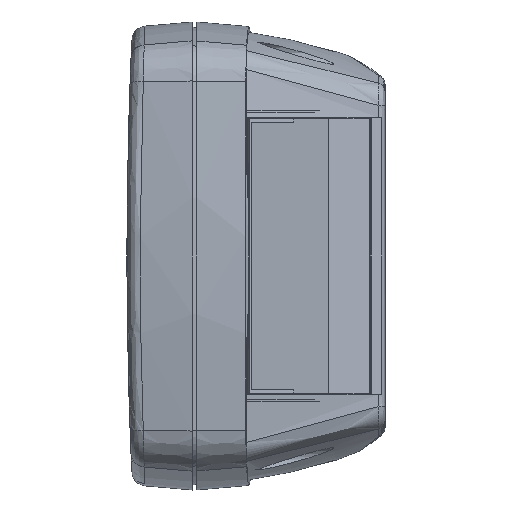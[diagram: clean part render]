
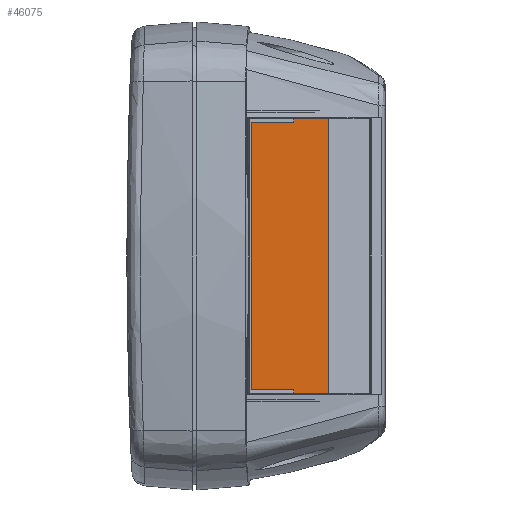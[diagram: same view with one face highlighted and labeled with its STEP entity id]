
A CAD part, left-side view. The second image highlights one B-rep face of the part: STEP entity #46075.
In plain terms, the highlighted face is planar.
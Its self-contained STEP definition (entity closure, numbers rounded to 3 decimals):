
#505 = LINE ( 'NONE', #61798, #51800 ) ;
#2496 = VERTEX_POINT ( 'NONE', #115176 ) ;
#4991 = FACE_OUTER_BOUND ( 'NONE', #19405, .T. ) ;
#5852 = DIRECTION ( 'NONE',  ( -1., 0., 0. ) ) ;
#12000 = DIRECTION ( 'NONE',  ( -0.003, 0.342, 0.94 ) ) ;
#13053 = VERTEX_POINT ( 'NONE', #60253 ) ;
#18218 = EDGE_CURVE ( 'NONE', #42328, #122790, #66195, .T. ) ;
#18515 = EDGE_CURVE ( 'NONE', #72316, #112882, #106005, .T. ) ;
#18913 = CARTESIAN_POINT ( 'NONE',  ( 27.7, 2., -17.679 ) ) ;
#19405 = EDGE_LOOP ( 'NONE', ( #68889, #52991, #58534, #21927, #28590, #131485, #71738, #49227 ) ) ;
#19420 = DIRECTION ( 'NONE',  ( 0., -0.94, 0.342 ) ) ;
#21927 = ORIENTED_EDGE ( 'NONE', *, *, #53142, .T. ) ;
#22170 = VECTOR ( 'NONE', #91401, 1000. ) ;
#22522 = VECTOR ( 'NONE', #118783, 1000. ) ;
#25558 = CARTESIAN_POINT ( 'NONE',  ( 28.5, 4.5, -10.81 ) ) ;
#28590 = ORIENTED_EDGE ( 'NONE', *, *, #87742, .T. ) ;
#30887 = LINE ( 'NONE', #18913, #76253 ) ;
#33141 = DIRECTION ( 'NONE',  ( -1., 0., 0. ) ) ;
#35181 = LINE ( 'NONE', #78435, #60043 ) ;
#36205 = VECTOR ( 'NONE', #75578, 1000. ) ;
#42328 = VERTEX_POINT ( 'NONE', #51771 ) ;
#44734 = CARTESIAN_POINT ( 'NONE',  ( -27.674, -1., -25.921 ) ) ;
#46075 = ADVANCED_FACE ( 'NONE', ( #4991 ), #100028, .F. ) ;
#48109 = CARTESIAN_POINT ( 'NONE',  ( 28.5, 4.5, -10.81 ) ) ;
#49227 = ORIENTED_EDGE ( 'NONE', *, *, #18218, .F. ) ;
#51771 = CARTESIAN_POINT ( 'NONE',  ( 28.5, 2., -17.679 ) ) ;
#51800 = VECTOR ( 'NONE', #33141, 1000. ) ;
#52821 = VERTEX_POINT ( 'NONE', #44734 ) ;
#52991 = ORIENTED_EDGE ( 'NONE', *, *, #18515, .F. ) ;
#53142 = EDGE_CURVE ( 'NONE', #52821, #13053, #123209, .T. ) ;
#53413 = CARTESIAN_POINT ( 'NONE',  ( 27.674, -1., -25.921 ) ) ;
#55371 = DIRECTION ( 'NONE',  ( 0.003, 0.342, 0.94 ) ) ;
#58534 = ORIENTED_EDGE ( 'NONE', *, *, #59842, .T. ) ;
#59842 = EDGE_CURVE ( 'NONE', #72316, #52821, #35181, .T. ) ;
#60043 = VECTOR ( 'NONE', #5852, 1000. ) ;
#60126 = LINE ( 'NONE', #72747, #22170 ) ;
#60253 = CARTESIAN_POINT ( 'NONE',  ( -27.7, 2., -17.679 ) ) ;
#61798 = CARTESIAN_POINT ( 'NONE',  ( -27.7, 2., -17.679 ) ) ;
#62616 = CARTESIAN_POINT ( 'NONE',  ( -27.721, 4.443, -10.968 ) ) ;
#63791 = CARTESIAN_POINT ( 'NONE',  ( -28.5, 2., -17.679 ) ) ;
#66195 = LINE ( 'NONE', #25558, #22522 ) ;
#68889 = ORIENTED_EDGE ( 'NONE', *, *, #95881, .F. ) ;
#69423 = VECTOR ( 'NONE', #55371, 1000. ) ;
#71738 = ORIENTED_EDGE ( 'NONE', *, *, #127757, .F. ) ;
#72316 = VERTEX_POINT ( 'NONE', #119776 ) ;
#72322 = CARTESIAN_POINT ( 'NONE',  ( 28.5, 4.5, -10.81 ) ) ;
#72747 = CARTESIAN_POINT ( 'NONE',  ( -28.5, 4.5, -10.81 ) ) ;
#75578 = DIRECTION ( 'NONE',  ( -1., 0., 0. ) ) ;
#76253 = VECTOR ( 'NONE', #110189, 1000. ) ;
#78435 = CARTESIAN_POINT ( 'NONE',  ( 28.5, -1., -25.921 ) ) ;
#87742 = EDGE_CURVE ( 'NONE', #13053, #98464, #505, .T. ) ;
#91401 = DIRECTION ( 'NONE',  ( 0., 0.342, 0.94 ) ) ;
#95881 = EDGE_CURVE ( 'NONE', #112882, #42328, #30887, .T. ) ;
#97947 = VECTOR ( 'NONE', #12000, 1000. ) ;
#98464 = VERTEX_POINT ( 'NONE', #63791 ) ;
#98637 = AXIS2_PLACEMENT_3D ( 'NONE', #48109, #19420, #118712 ) ;
#100028 = PLANE ( 'NONE',  #98637 ) ;
#105567 = LINE ( 'NONE', #125555, #36205 ) ;
#106005 = LINE ( 'NONE', #53413, #69423 ) ;
#110189 = DIRECTION ( 'NONE',  ( 1., 0., 0. ) ) ;
#112882 = VERTEX_POINT ( 'NONE', #115062 ) ;
#115062 = CARTESIAN_POINT ( 'NONE',  ( 27.7, 2., -17.679 ) ) ;
#115176 = CARTESIAN_POINT ( 'NONE',  ( -28.5, 4.5, -10.81 ) ) ;
#118698 = EDGE_CURVE ( 'NONE', #98464, #2496, #60126, .T. ) ;
#118712 = DIRECTION ( 'NONE',  ( 0., -0.342, -0.94 ) ) ;
#118783 = DIRECTION ( 'NONE',  ( 0., 0.342, 0.94 ) ) ;
#119776 = CARTESIAN_POINT ( 'NONE',  ( 27.674, -1., -25.921 ) ) ;
#122790 = VERTEX_POINT ( 'NONE', #72322 ) ;
#123209 = LINE ( 'NONE', #62616, #97947 ) ;
#125555 = CARTESIAN_POINT ( 'NONE',  ( 28.5, 4.5, -10.81 ) ) ;
#127757 = EDGE_CURVE ( 'NONE', #122790, #2496, #105567, .T. ) ;
#131485 = ORIENTED_EDGE ( 'NONE', *, *, #118698, .T. ) ;
